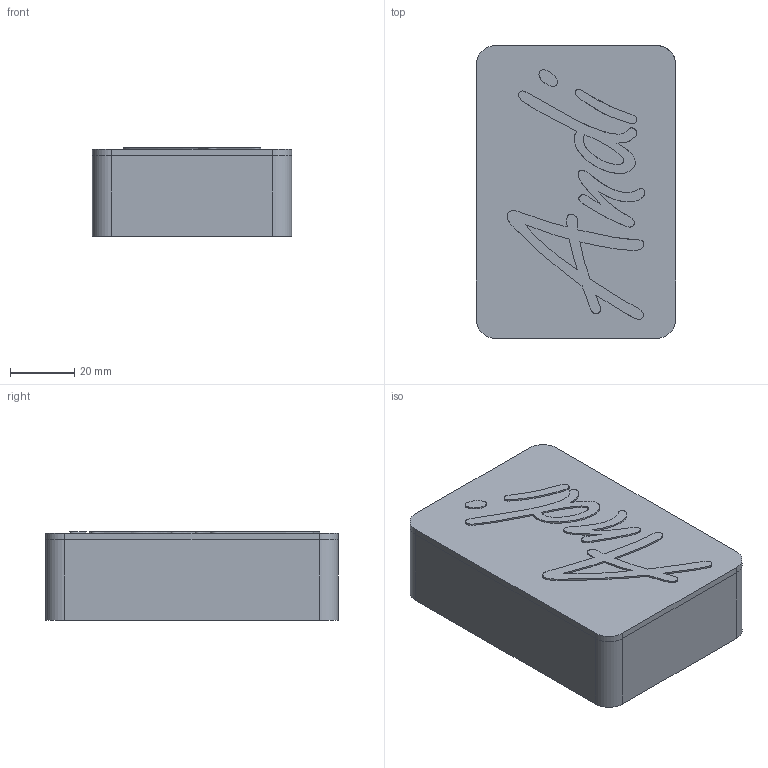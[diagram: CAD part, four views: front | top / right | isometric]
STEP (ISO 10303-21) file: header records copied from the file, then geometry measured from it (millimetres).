
FILE_DESCRIPTION(/* description */ ('Grundplatte_Raspberry'),/* implementation_level */ '2;1');
FILE_NAME(/* name */ 'Raspberry Pi 3 Model B__.stp',/* time_stamp */ '2016-11-29T11:46:27+01:00',/* author */ ('BU'),/* organization */ (''),/* preprocessor_version */ 'ST-DEVELOPER v16.1',/* originating_system */ 'Autodesk Inventor 2016',/* authorisation */ '');
FILE_SCHEMA (('AUTOMOTIVE_DESIGN { 1 0 10303 214 3 1 1 }'));
Length unit declared in the file: millimetre
Products named in the file (3): 00002832; 00003016; 70662
Assembly tree (2 placements, depth 2):
  70662
    00002832
    00003016
Bounding box: 62 x 91 x 27.5 mm (x, y, z)
Volume: 34597.4 mm3; surface area: 36341.8 mm2
Topology: 2 solids, 2 shells, 206 faces, 585 edges, 390 vertices
Faces by surface type: bspline 117, plane 73, cylinder 16
Entity records: 7063 total; most frequent: CARTESIAN_POINT 2416, ORIENTED_EDGE 1170, EDGE_CURVE 585, DIRECTION 577, VERTEX_POINT 390, LINE 313, VECTOR 313, B_SPLINE_CURVE_WITH_KNOTS 234
